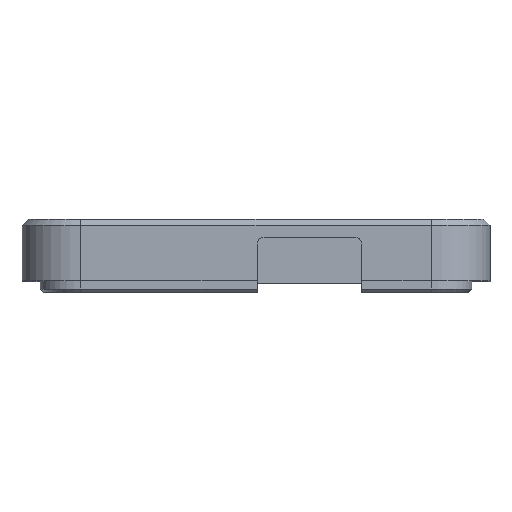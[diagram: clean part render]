
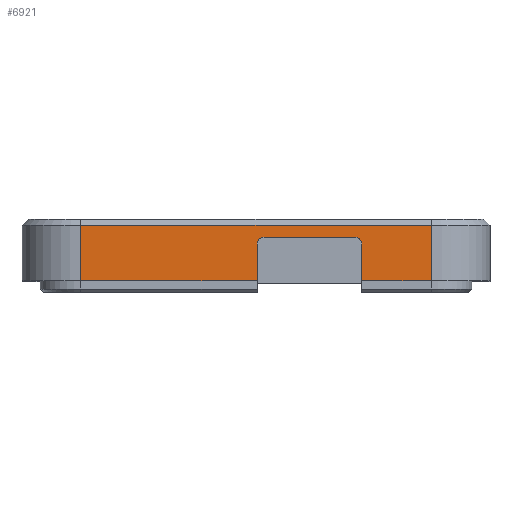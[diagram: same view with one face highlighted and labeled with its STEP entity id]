
A CAD part, top view. The second image highlights one B-rep face of the part: STEP entity #6921.
In plain terms, the highlighted planar face has unit normal (0, 0, 1).
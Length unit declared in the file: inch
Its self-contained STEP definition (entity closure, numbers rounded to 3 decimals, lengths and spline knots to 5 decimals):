
#553=PLANE('',#7484);
#932=FACE_OUTER_BOUND('',#1339,.T.);
#1339=EDGE_LOOP('',(#6339,#6340,#6341,#6342,#6343,#6344,#6345,#6346,#6347,
#6348));
#1389=LINE('',#9271,#1953);
#1519=LINE('',#9636,#2083);
#1572=LINE('',#9762,#2136);
#1889=LINE('',#15745,#2453);
#1898=LINE('',#15771,#2462);
#1899=LINE('',#15774,#2463);
#1900=LINE('',#15776,#2464);
#1901=LINE('',#15777,#2465);
#1953=VECTOR('',#7586,0.3937);
#2083=VECTOR('',#7894,0.3937);
#2136=VECTOR('',#8019,0.3937);
#2453=VECTOR('',#9060,0.3937);
#2462=VECTOR('',#9097,0.3937);
#2463=VECTOR('',#9102,0.3937);
#2464=VECTOR('',#9103,0.3937);
#2465=VECTOR('',#9104,0.3937);
#2497=CIRCLE('',#6980,0.03543);
#2499=CIRCLE('',#6984,0.03543);
#2752=VERTEX_POINT('',#9262);
#2753=VERTEX_POINT('',#9264);
#2755=VERTEX_POINT('',#9270);
#2757=VERTEX_POINT('',#9276);
#2901=VERTEX_POINT('',#9635);
#2938=VERTEX_POINT('',#9760);
#3359=VERTEX_POINT('',#15742);
#3360=VERTEX_POINT('',#15744);
#3363=VERTEX_POINT('',#15770);
#3364=VERTEX_POINT('',#15775);
#3417=EDGE_CURVE('',#2753,#2752,#2497,.T.);
#3420=EDGE_CURVE('',#2755,#2753,#1389,.T.);
#3423=EDGE_CURVE('',#2757,#2755,#2499,.T.);
#3600=EDGE_CURVE('',#2901,#2757,#1519,.T.);
#3666=EDGE_CURVE('',#2752,#2938,#1572,.T.);
#4358=EDGE_CURVE('',#3359,#3360,#1889,.T.);
#4372=EDGE_CURVE('',#3363,#3360,#1898,.T.);
#4374=EDGE_CURVE('',#3363,#2938,#1899,.T.);
#4375=EDGE_CURVE('',#3364,#3359,#1900,.T.);
#4376=EDGE_CURVE('',#2901,#3364,#1901,.T.);
#6339=ORIENTED_EDGE('',*,*,#3666,.T.);
#6340=ORIENTED_EDGE('',*,*,#4374,.F.);
#6341=ORIENTED_EDGE('',*,*,#4372,.T.);
#6342=ORIENTED_EDGE('',*,*,#4358,.F.);
#6343=ORIENTED_EDGE('',*,*,#4375,.F.);
#6344=ORIENTED_EDGE('',*,*,#4376,.F.);
#6345=ORIENTED_EDGE('',*,*,#3600,.T.);
#6346=ORIENTED_EDGE('',*,*,#3423,.T.);
#6347=ORIENTED_EDGE('',*,*,#3420,.T.);
#6348=ORIENTED_EDGE('',*,*,#3417,.T.);
#6921=ADVANCED_FACE('',(#932),#553,.T.);
#6980=AXIS2_PLACEMENT_3D('',#9265,#7580,#7581);
#6984=AXIS2_PLACEMENT_3D('',#9277,#7592,#7593);
#7484=AXIS2_PLACEMENT_3D('',#15773,#9100,#9101);
#7580=DIRECTION('center_axis',(0.,0.,-1.));
#7581=DIRECTION('ref_axis',(1.,0.,0.));
#7586=DIRECTION('',(1.,0.,0.));
#7592=DIRECTION('center_axis',(0.,0.,-1.));
#7593=DIRECTION('ref_axis',(0.,1.,0.));
#7894=DIRECTION('',(0.,1.,0.));
#8019=DIRECTION('',(0.,-1.,0.));
#9060=DIRECTION('',(1.,0.,0.));
#9097=DIRECTION('',(0.,1.,0.));
#9100=DIRECTION('center_axis',(0.,0.,1.));
#9101=DIRECTION('ref_axis',(1.,0.,0.));
#9102=DIRECTION('',(-1.,0.,0.));
#9103=DIRECTION('',(0.,1.,0.));
#9104=DIRECTION('',(-1.,0.,0.));
#9262=CARTESIAN_POINT('',(0.54528,0.40551,1.48425));
#9264=CARTESIAN_POINT('',(0.50984,0.44095,1.48425));
#9265=CARTESIAN_POINT('Origin',(0.50984,0.40551,1.48425));
#9270=CARTESIAN_POINT('',(0.04134,0.44095,1.48425));
#9271=CARTESIAN_POINT('',(-0.43209,0.44095,1.48425));
#9276=CARTESIAN_POINT('',(0.00591,0.40551,1.48425));
#9277=CARTESIAN_POINT('Origin',(0.04134,0.40551,1.48425));
#9635=CARTESIAN_POINT('',(0.00591,0.21575,1.48425));
#9636=CARTESIAN_POINT('',(0.00591,0.19488,1.48425));
#9760=CARTESIAN_POINT('',(0.54528,0.21575,1.48425));
#9762=CARTESIAN_POINT('',(0.54528,0.20276,1.48425));
#15742=CARTESIAN_POINT('',(-0.90551,0.50315,1.48425));
#15744=CARTESIAN_POINT('',(0.90551,0.50315,1.48425));
#15745=CARTESIAN_POINT('',(-0.45276,0.50315,1.48425));
#15770=CARTESIAN_POINT('',(0.90551,0.21575,1.48425));
#15771=CARTESIAN_POINT('',(0.90551,0.,1.48425));
#15773=CARTESIAN_POINT('Origin',(-0.90551,0.,1.48425));
#15774=CARTESIAN_POINT('',(-0.45276,0.21575,1.48425));
#15775=CARTESIAN_POINT('',(-0.90551,0.21575,1.48425));
#15776=CARTESIAN_POINT('',(-0.90551,0.,1.48425));
#15777=CARTESIAN_POINT('',(-0.45276,0.21575,1.48425));
